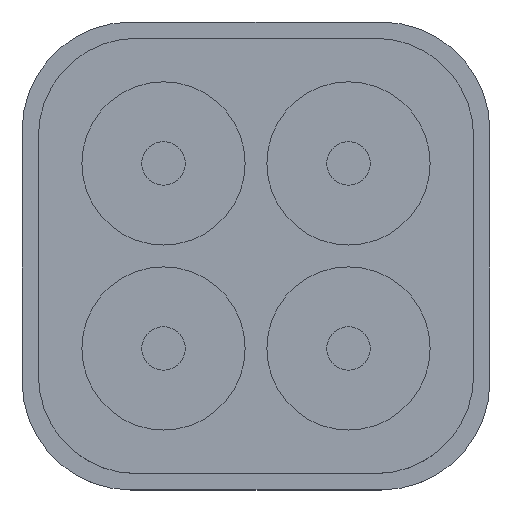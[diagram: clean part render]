
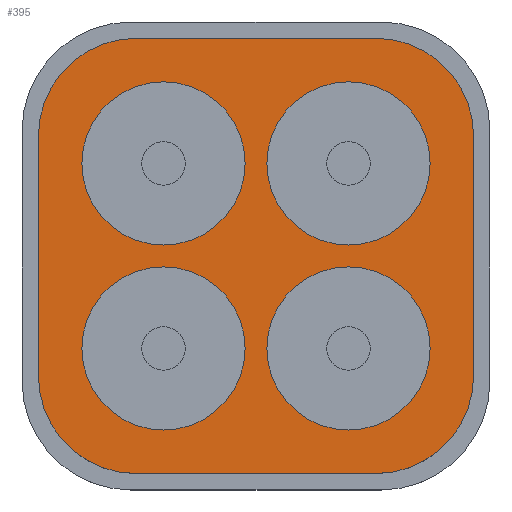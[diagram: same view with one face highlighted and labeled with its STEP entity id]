
A CAD part, top view. The second image highlights one B-rep face of the part: STEP entity #395.
In plain terms, the highlighted planar face has unit normal (0, 0, 1).
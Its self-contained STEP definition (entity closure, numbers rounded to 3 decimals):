
#3 = CARTESIAN_POINT ( 'NONE',  ( 20., 11., 3.5 ) ) ;
#4 = DIRECTION ( 'NONE',  ( 0., 1., 0. ) ) ;
#15 = AXIS2_PLACEMENT_3D ( 'NONE', #370, #883, #129 ) ;
#17 = EDGE_LOOP ( 'NONE', ( #1027, #987 ) ) ;
#25 = CARTESIAN_POINT ( 'NONE',  ( -1., -8.5, 3.5 ) ) ;
#30 = DIRECTION ( 'NONE',  ( 0., 0., -1. ) ) ;
#36 = CIRCLE ( 'NONE', #15, 7.5 ) ;
#41 = FACE_BOUND ( 'NONE', #17, .T. ) ;
#55 = EDGE_CURVE ( 'NONE', #222, #598, #893, .T. ) ;
#61 = CARTESIAN_POINT ( 'NONE',  ( -11., -20., 3.5 ) ) ;
#63 = EDGE_CURVE ( 'NONE', #726, #1068, #719, .T. ) ;
#65 = VECTOR ( 'NONE', #4, 1000. ) ;
#70 = CARTESIAN_POINT ( 'NONE',  ( -20., -11., 3.5 ) ) ;
#76 = LINE ( 'NONE', #763, #837 ) ;
#95 = CARTESIAN_POINT ( 'NONE',  ( -11., -11., 3.5 ) ) ;
#99 = DIRECTION ( 'NONE',  ( -1., 0., 0. ) ) ;
#112 = DIRECTION ( 'NONE',  ( -1., 0., 0. ) ) ;
#119 = DIRECTION ( 'NONE',  ( -1., 0., 0. ) ) ;
#120 = VERTEX_POINT ( 'NONE', #173 ) ;
#127 = ORIENTED_EDGE ( 'NONE', *, *, #63, .T. ) ;
#129 = DIRECTION ( 'NONE',  ( -1., 0., 0. ) ) ;
#138 = AXIS2_PLACEMENT_3D ( 'NONE', #749, #499, #1009 ) ;
#151 = CIRCLE ( 'NONE', #472, 9. ) ;
#160 = EDGE_CURVE ( 'NONE', #745, #207, #304, .T. ) ;
#162 = DIRECTION ( 'NONE',  ( -1., 0., 0. ) ) ;
#172 = AXIS2_PLACEMENT_3D ( 'NONE', #492, #761, #162 ) ;
#173 = CARTESIAN_POINT ( 'NONE',  ( -11., 20., 3.5 ) ) ;
#174 = AXIS2_PLACEMENT_3D ( 'NONE', #541, #879, #532 ) ;
#183 = DIRECTION ( 'NONE',  ( 0., 0., 1. ) ) ;
#194 = EDGE_LOOP ( 'NONE', ( #127, #412, #714, #282, #888, #897, #570, #704 ) ) ;
#196 = AXIS2_PLACEMENT_3D ( 'NONE', #913, #494, #651 ) ;
#202 = EDGE_LOOP ( 'NONE', ( #538, #217 ) ) ;
#205 = CARTESIAN_POINT ( 'NONE',  ( -16., 8.5, 3.5 ) ) ;
#207 = VERTEX_POINT ( 'NONE', #205 ) ;
#217 = ORIENTED_EDGE ( 'NONE', *, *, #529, .T. ) ;
#222 = VERTEX_POINT ( 'NONE', #25 ) ;
#233 = VERTEX_POINT ( 'NONE', #293 ) ;
#246 = CIRCLE ( 'NONE', #174, 7.5 ) ;
#263 = CARTESIAN_POINT ( 'NONE',  ( 11., -20., 3.5 ) ) ;
#265 = AXIS2_PLACEMENT_3D ( 'NONE', #271, #600, #577 ) ;
#271 = CARTESIAN_POINT ( 'NONE',  ( 8.5, 8.5, 3.5 ) ) ;
#282 = ORIENTED_EDGE ( 'NONE', *, *, #1038, .T. ) ;
#292 = DIRECTION ( 'NONE',  ( 0., 0., -1. ) ) ;
#293 = CARTESIAN_POINT ( 'NONE',  ( 1., 8.5, 3.5 ) ) ;
#299 = EDGE_CURVE ( 'NONE', #1068, #894, #469, .T. ) ;
#300 = FACE_BOUND ( 'NONE', #607, .T. ) ;
#301 = ORIENTED_EDGE ( 'NONE', *, *, #766, .T. ) ;
#304 = CIRCLE ( 'NONE', #1002, 7.5 ) ;
#323 = CARTESIAN_POINT ( 'NONE',  ( -20., 11., 3.5 ) ) ;
#329 = ORIENTED_EDGE ( 'NONE', *, *, #979, .T. ) ;
#333 = CARTESIAN_POINT ( 'NONE',  ( 20., -11., 3.5 ) ) ;
#334 = CIRCLE ( 'NONE', #265, 7.5 ) ;
#336 = CIRCLE ( 'NONE', #632, 7.5 ) ;
#338 = DIRECTION ( 'NONE',  ( -1., 0., 0. ) ) ;
#356 = VERTEX_POINT ( 'NONE', #323 ) ;
#370 = CARTESIAN_POINT ( 'NONE',  ( -8.5, -8.5, 3.5 ) ) ;
#375 = CARTESIAN_POINT ( 'NONE',  ( -11., -11., 3.5 ) ) ;
#377 = AXIS2_PLACEMENT_3D ( 'NONE', #375, #30, #112 ) ;
#378 = CARTESIAN_POINT ( 'NONE',  ( -8.5, 8.5, 3.5 ) ) ;
#385 = VERTEX_POINT ( 'NONE', #551 ) ;
#386 = VERTEX_POINT ( 'NONE', #393 ) ;
#393 = CARTESIAN_POINT ( 'NONE',  ( 16., -8.5, 3.5 ) ) ;
#395 = ADVANCED_FACE ( 'NONE', ( #798, #300, #41, #455, #610 ), #869, .F. ) ;
#407 = CIRCLE ( 'NONE', #196, 9. ) ;
#412 = ORIENTED_EDGE ( 'NONE', *, *, #299, .T. ) ;
#413 = CARTESIAN_POINT ( 'NONE',  ( -8.5, 8.5, 3.5 ) ) ;
#416 = DIRECTION ( 'NONE',  ( 0., -1., 0. ) ) ;
#425 = CARTESIAN_POINT ( 'NONE',  ( -16., -8.5, 3.5 ) ) ;
#443 = EDGE_CURVE ( 'NONE', #894, #634, #966, .T. ) ;
#445 = CARTESIAN_POINT ( 'NONE',  ( 8.5, -8.5, 3.5 ) ) ;
#448 = EDGE_CURVE ( 'NONE', #598, #222, #36, .T. ) ;
#452 = CARTESIAN_POINT ( 'NONE',  ( 16., 8.5, 3.5 ) ) ;
#455 = FACE_BOUND ( 'NONE', #865, .T. ) ;
#469 = LINE ( 'NONE', #61, #909 ) ;
#472 = AXIS2_PLACEMENT_3D ( 'NONE', #515, #183, #99 ) ;
#485 = EDGE_CURVE ( 'NONE', #385, #120, #944, .T. ) ;
#492 = CARTESIAN_POINT ( 'NONE',  ( -8.5, -8.5, 3.5 ) ) ;
#494 = DIRECTION ( 'NONE',  ( 0., 0., 1. ) ) ;
#499 = DIRECTION ( 'NONE',  ( 0., 0., -1. ) ) ;
#503 = CARTESIAN_POINT ( 'NONE',  ( -1., 8.5, 3.5 ) ) ;
#512 = DIRECTION ( 'NONE',  ( 0., 0., 1. ) ) ;
#514 = CARTESIAN_POINT ( 'NONE',  ( 20., -11., 3.5 ) ) ;
#515 = CARTESIAN_POINT ( 'NONE',  ( 11., 11., 3.5 ) ) ;
#529 = EDGE_CURVE ( 'NONE', #386, #601, #246, .T. ) ;
#532 = DIRECTION ( 'NONE',  ( -1., 0., 0. ) ) ;
#538 = ORIENTED_EDGE ( 'NONE', *, *, #548, .T. ) ;
#541 = CARTESIAN_POINT ( 'NONE',  ( 8.5, -8.5, 3.5 ) ) ;
#548 = EDGE_CURVE ( 'NONE', #601, #386, #336, .T. ) ;
#551 = CARTESIAN_POINT ( 'NONE',  ( 11., 20., 3.5 ) ) ;
#557 = ORIENTED_EDGE ( 'NONE', *, *, #160, .T. ) ;
#570 = ORIENTED_EDGE ( 'NONE', *, *, #661, .T. ) ;
#574 = AXIS2_PLACEMENT_3D ( 'NONE', #95, #512, #338 ) ;
#577 = DIRECTION ( 'NONE',  ( -1., 0., 0. ) ) ;
#583 = CARTESIAN_POINT ( 'NONE',  ( -11., -20., 3.5 ) ) ;
#598 = VERTEX_POINT ( 'NONE', #425 ) ;
#600 = DIRECTION ( 'NONE',  ( 0., 0., -1. ) ) ;
#601 = VERTEX_POINT ( 'NONE', #762 ) ;
#607 = EDGE_LOOP ( 'NONE', ( #301, #329 ) ) ;
#610 = FACE_OUTER_BOUND ( 'NONE', #194, .T. ) ;
#611 = VERTEX_POINT ( 'NONE', #3 ) ;
#628 = AXIS2_PLACEMENT_3D ( 'NONE', #378, #292, #712 ) ;
#629 = DIRECTION ( 'NONE',  ( 1., 0., 0. ) ) ;
#632 = AXIS2_PLACEMENT_3D ( 'NONE', #445, #940, #850 ) ;
#634 = VERTEX_POINT ( 'NONE', #514 ) ;
#648 = CIRCLE ( 'NONE', #628, 7.5 ) ;
#651 = DIRECTION ( 'NONE',  ( -1., 0., 0. ) ) ;
#661 = EDGE_CURVE ( 'NONE', #120, #356, #407, .T. ) ;
#665 = DIRECTION ( 'NONE',  ( -1., 0., 0. ) ) ;
#688 = AXIS2_PLACEMENT_3D ( 'NONE', #1047, #864, #629 ) ;
#704 = ORIENTED_EDGE ( 'NONE', *, *, #1029, .T. ) ;
#712 = DIRECTION ( 'NONE',  ( -1., 0., 0. ) ) ;
#714 = ORIENTED_EDGE ( 'NONE', *, *, #443, .T. ) ;
#719 = CIRCLE ( 'NONE', #574, 9. ) ;
#726 = VERTEX_POINT ( 'NONE', #70 ) ;
#745 = VERTEX_POINT ( 'NONE', #503 ) ;
#747 = DIRECTION ( 'NONE',  ( 0., 0., -1. ) ) ;
#749 = CARTESIAN_POINT ( 'NONE',  ( 8.5, 8.5, 3.5 ) ) ;
#761 = DIRECTION ( 'NONE',  ( 0., 0., -1. ) ) ;
#762 = CARTESIAN_POINT ( 'NONE',  ( 1., -8.5, 3.5 ) ) ;
#763 = CARTESIAN_POINT ( 'NONE',  ( -20., -11., 3.5 ) ) ;
#766 = EDGE_CURVE ( 'NONE', #233, #809, #951, .T. ) ;
#798 = FACE_BOUND ( 'NONE', #202, .T. ) ;
#809 = VERTEX_POINT ( 'NONE', #452 ) ;
#837 = VECTOR ( 'NONE', #416, 1000. ) ;
#850 = DIRECTION ( 'NONE',  ( -1., 0., 0. ) ) ;
#852 = ORIENTED_EDGE ( 'NONE', *, *, #877, .T. ) ;
#864 = DIRECTION ( 'NONE',  ( 0., 0., 1. ) ) ;
#865 = EDGE_LOOP ( 'NONE', ( #852, #557 ) ) ;
#869 = PLANE ( 'NONE',  #377 ) ;
#877 = EDGE_CURVE ( 'NONE', #207, #745, #648, .T. ) ;
#879 = DIRECTION ( 'NONE',  ( 0., 0., -1. ) ) ;
#883 = DIRECTION ( 'NONE',  ( 0., 0., -1. ) ) ;
#888 = ORIENTED_EDGE ( 'NONE', *, *, #896, .T. ) ;
#893 = CIRCLE ( 'NONE', #172, 7.5 ) ;
#894 = VERTEX_POINT ( 'NONE', #263 ) ;
#896 = EDGE_CURVE ( 'NONE', #611, #385, #151, .T. ) ;
#897 = ORIENTED_EDGE ( 'NONE', *, *, #485, .T. ) ;
#902 = DIRECTION ( 'NONE',  ( 1., 0., 0. ) ) ;
#909 = VECTOR ( 'NONE', #902, 1000. ) ;
#913 = CARTESIAN_POINT ( 'NONE',  ( -11., 11., 3.5 ) ) ;
#940 = DIRECTION ( 'NONE',  ( 0., 0., -1. ) ) ;
#944 = LINE ( 'NONE', #953, #985 ) ;
#951 = CIRCLE ( 'NONE', #138, 7.5 ) ;
#953 = CARTESIAN_POINT ( 'NONE',  ( -11., 20., 3.5 ) ) ;
#966 = CIRCLE ( 'NONE', #688, 9. ) ;
#979 = EDGE_CURVE ( 'NONE', #809, #233, #334, .T. ) ;
#985 = VECTOR ( 'NONE', #119, 1000. ) ;
#987 = ORIENTED_EDGE ( 'NONE', *, *, #55, .T. ) ;
#1002 = AXIS2_PLACEMENT_3D ( 'NONE', #413, #747, #665 ) ;
#1009 = DIRECTION ( 'NONE',  ( -1., 0., 0. ) ) ;
#1027 = ORIENTED_EDGE ( 'NONE', *, *, #448, .T. ) ;
#1029 = EDGE_CURVE ( 'NONE', #356, #726, #76, .T. ) ;
#1038 = EDGE_CURVE ( 'NONE', #634, #611, #1091, .T. ) ;
#1047 = CARTESIAN_POINT ( 'NONE',  ( 11., -11., 3.5 ) ) ;
#1068 = VERTEX_POINT ( 'NONE', #583 ) ;
#1091 = LINE ( 'NONE', #333, #65 ) ;
